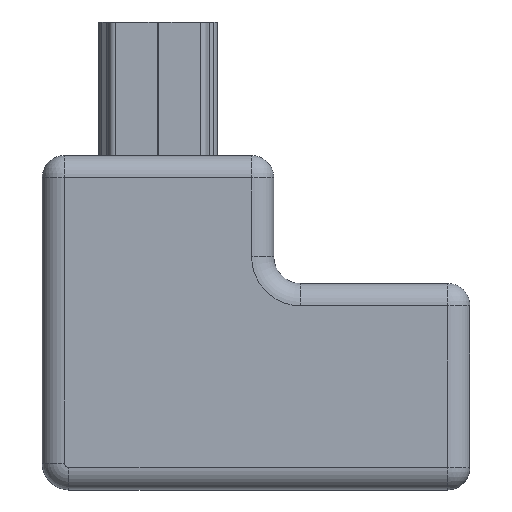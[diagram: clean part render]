
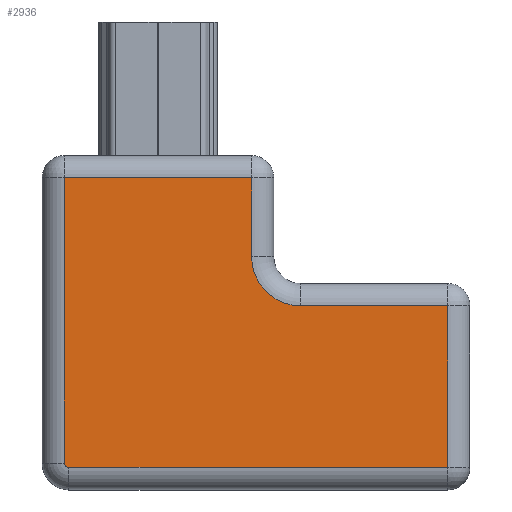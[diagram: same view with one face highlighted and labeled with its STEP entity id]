
A CAD part, top view. The second image highlights one B-rep face of the part: STEP entity #2936.
In plain terms, the highlighted planar face has unit normal (0, 0, 1).
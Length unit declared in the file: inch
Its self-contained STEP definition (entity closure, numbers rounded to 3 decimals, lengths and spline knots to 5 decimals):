
#2811 = ORIENTED_EDGE ( 'NONE', *, *, #2943, .T. ) ;
#2840 = ORIENTED_EDGE ( 'NONE', *, *, #2950, .T. ) ;
#2897 = EDGE_CURVE ( 'NONE', #2954, #2915, #13187, .T. ) ;
#2900 = ORIENTED_EDGE ( 'NONE', *, *, #2948, .T. ) ;
#2902 = EDGE_CURVE ( 'NONE', #2983, #2945, #13196, .T. ) ;
#2904 = ORIENTED_EDGE ( 'NONE', *, *, #2923, .T. ) ;
#2906 = ORIENTED_EDGE ( 'NONE', *, *, #2897, .T. ) ;
#2908 = ORIENTED_EDGE ( 'NONE', *, *, #2902, .T. ) ;
#2911 = EDGE_CURVE ( 'NONE', #2945, #2954, #13189, .T. ) ;
#2915 = VERTEX_POINT ( 'NONE', #13188 ) ;
#2918 = ORIENTED_EDGE ( 'NONE', *, *, #2911, .T. ) ;
#2923 = EDGE_CURVE ( 'NONE', #2915, #2957, #13239, .T. ) ;
#2936 = ADVANCED_FACE ( 'NONE', ( #13228 ), #13240, .F. ) ;
#2940 = ORIENTED_EDGE ( 'NONE', *, *, #2942, .T. ) ;
#2942 = EDGE_CURVE ( 'NONE', #2981, #2977, #13222, .T. ) ;
#2943 = EDGE_CURVE ( 'NONE', #2957, #2981, #13219, .T. ) ;
#2945 = VERTEX_POINT ( 'NONE', #13278 ) ;
#2948 = EDGE_CURVE ( 'NONE', #2975, #2983, #13272, .T. ) ;
#2950 = EDGE_CURVE ( 'NONE', #2977, #2975, #13277, .T. ) ;
#2954 = VERTEX_POINT ( 'NONE', #13223 ) ;
#2957 = VERTEX_POINT ( 'NONE', #13276 ) ;
#2967 = EDGE_LOOP ( 'NONE', ( #2811, #2940, #2840, #2900, #2908, #2918, #2906, #2904 ) ) ;
#2975 = VERTEX_POINT ( 'NONE', #13305 ) ;
#2977 = VERTEX_POINT ( 'NONE', #13304 ) ;
#2981 = VERTEX_POINT ( 'NONE', #13303 ) ;
#2983 = VERTEX_POINT ( 'NONE', #13307 ) ;
#13184 = DIRECTION ( 'NONE',  ( 0., 1., 0. ) ) ;
#13185 = VECTOR ( 'NONE', #13184, 39.37008 ) ;
#13186 = CARTESIAN_POINT ( 'NONE',  ( 0.47, 0.75, 0. ) ) ;
#13187 = LINE ( 'NONE', #13186, #13185 ) ;
#13188 = CARTESIAN_POINT ( 'NONE',  ( 0.47, 0.7, 0. ) ) ;
#13189 = CIRCLE ( 'NONE', #13245, 0.11 ) ;
#13195 = CARTESIAN_POINT ( 'NONE',  ( 0.58, 0.413, 0. ) ) ;
#13196 = LINE ( 'NONE', #13195, #13244 ) ;
#13217 = CARTESIAN_POINT ( 'NONE',  ( 0.58, 0.523, 0. ) ) ;
#13218 = CARTESIAN_POINT ( 'NONE',  ( 0.05, 0.06, 0. ) ) ;
#13219 = LINE ( 'NONE', #13218, #13275 ) ;
#13220 = CARTESIAN_POINT ( 'NONE',  ( 0.06, 0.06, 0. ) ) ;
#13221 = AXIS2_PLACEMENT_3D ( 'NONE', #13220, #13280, #13279 ) ;
#13222 = CIRCLE ( 'NONE', #13221, 0.01 ) ;
#13223 = CARTESIAN_POINT ( 'NONE',  ( 0.47, 0.523, 0. ) ) ;
#13225 = DIRECTION ( 'NONE',  ( -1., 0., 0. ) ) ;
#13226 = DIRECTION ( 'NONE',  ( 0., 0., -1. ) ) ;
#13227 = AXIS2_PLACEMENT_3D ( 'NONE', #13233, #13226, #13225 ) ;
#13228 = FACE_OUTER_BOUND ( 'NONE', #2967, .T. ) ;
#13233 = CARTESIAN_POINT ( 'NONE',  ( 0., 0., 0. ) ) ;
#13234 = DIRECTION ( 'NONE',  ( -1., 0., 0. ) ) ;
#13235 = VECTOR ( 'NONE', #13234, 39.37008 ) ;
#13238 = CARTESIAN_POINT ( 'NONE',  ( 0., 0.7, 0. ) ) ;
#13239 = LINE ( 'NONE', #13238, #13235 ) ;
#13240 = PLANE ( 'NONE',  #13227 ) ;
#13241 = DIRECTION ( 'NONE',  ( -1., 0., 0. ) ) ;
#13242 = DIRECTION ( 'NONE',  ( 0., 0., -1. ) ) ;
#13243 = DIRECTION ( 'NONE',  ( -1., 0., 0. ) ) ;
#13244 = VECTOR ( 'NONE', #13243, 39.37008 ) ;
#13245 = AXIS2_PLACEMENT_3D ( 'NONE', #13217, #13242, #13241 ) ;
#13266 = DIRECTION ( 'NONE',  ( 1., 0., 0. ) ) ;
#13267 = VECTOR ( 'NONE', #13266, 39.37008 ) ;
#13268 = CARTESIAN_POINT ( 'NONE',  ( 0.96, 0.05, 0. ) ) ;
#13269 = DIRECTION ( 'NONE',  ( 0., 1., 0. ) ) ;
#13270 = VECTOR ( 'NONE', #13269, 39.37008 ) ;
#13271 = CARTESIAN_POINT ( 'NONE',  ( 0.91, 0.463, 0. ) ) ;
#13272 = LINE ( 'NONE', #13271, #13270 ) ;
#13274 = DIRECTION ( 'NONE',  ( 0., -1., 0. ) ) ;
#13275 = VECTOR ( 'NONE', #13274, 39.37008 ) ;
#13276 = CARTESIAN_POINT ( 'NONE',  ( 0.05, 0.7, 0. ) ) ;
#13277 = LINE ( 'NONE', #13268, #13267 ) ;
#13278 = CARTESIAN_POINT ( 'NONE',  ( 0.58, 0.413, 0. ) ) ;
#13279 = DIRECTION ( 'NONE',  ( -1., 0., 0. ) ) ;
#13280 = DIRECTION ( 'NONE',  ( 0., 0., 1. ) ) ;
#13303 = CARTESIAN_POINT ( 'NONE',  ( 0.05, 0.06, 0. ) ) ;
#13304 = CARTESIAN_POINT ( 'NONE',  ( 0.06, 0.05, 0. ) ) ;
#13305 = CARTESIAN_POINT ( 'NONE',  ( 0.91, 0.05, 0. ) ) ;
#13307 = CARTESIAN_POINT ( 'NONE',  ( 0.91, 0.413, 0. ) ) ;
